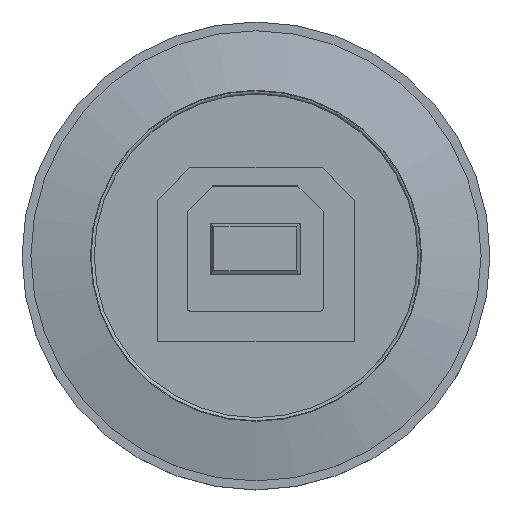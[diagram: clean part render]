
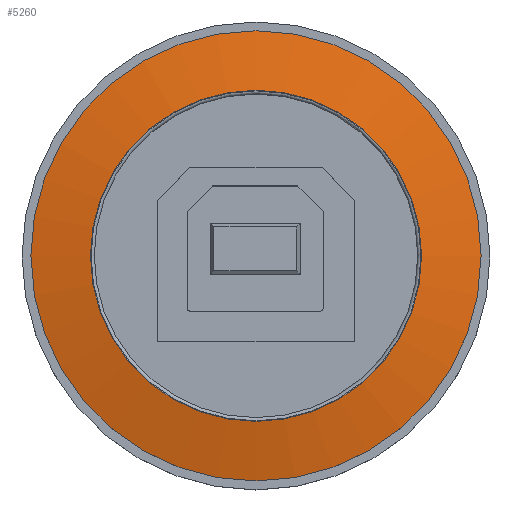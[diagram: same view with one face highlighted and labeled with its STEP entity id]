
A CAD part, top view. The second image highlights one B-rep face of the part: STEP entity #5260.
In plain terms, the highlighted conical face has half-angle 78.5 degrees and reference radius 12.107 mm.
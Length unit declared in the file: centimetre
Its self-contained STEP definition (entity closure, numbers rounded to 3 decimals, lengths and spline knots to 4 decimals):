
#88=CONICAL_SURFACE($,#5583,1.2107,78.5);
#454=CIRCLE($,#5530,1.0264);
#468=CIRCLE($,#5582,1.395);
#507=FACE_BOUND($,#1080,.T.);
#774=FACE_OUTER_BOUND($,#1079,.T.);
#1079=EDGE_LOOP($,(#4842));
#1080=EDGE_LOOP($,(#4843));
#2487=VERTEX_POINT($,#10293);
#2510=VERTEX_POINT($,#14014);
#3186=EDGE_CURVE($,#2487,#2487,#454,.T.);
#3290=EDGE_CURVE($,#2510,#2510,#468,.T.);
#4842=ORIENTED_EDGE($,*,*,#3186,.F.);
#4843=ORIENTED_EDGE($,*,*,#3290,.T.);
#5260=ADVANCED_FACE($,(#774,#507),#88,.T.);
#5530=AXIS2_PLACEMENT_3D($,#10294,#6563,#6564);
#5582=AXIS2_PLACEMENT_3D($,#14015,#6676,#6677);
#5583=AXIS2_PLACEMENT_3D($,#14016,#6678,#6679);
#6563=DIRECTION('center_axis',(0.,0.,
1.));
#6564=DIRECTION('ref_axis',(1.,0.,0.));
#6676=DIRECTION('center_axis',(0.,0.,
1.));
#6677=DIRECTION('ref_axis',(1.,0.,0.));
#6678=DIRECTION('center_axis',(0.,0.,
-1.));
#6679=DIRECTION('ref_axis',(1.,0.,0.));
#10293=CARTESIAN_POINT('',(1.0264,0.,0.15));
#10294=CARTESIAN_POINT('Origin',(0.,0.,
0.15));
#14014=CARTESIAN_POINT('',(1.395,0.,0.075));
#14015=CARTESIAN_POINT('Origin',(0.,0.,
0.075));
#14016=CARTESIAN_POINT('Origin',(0.,0.,
0.1125));
